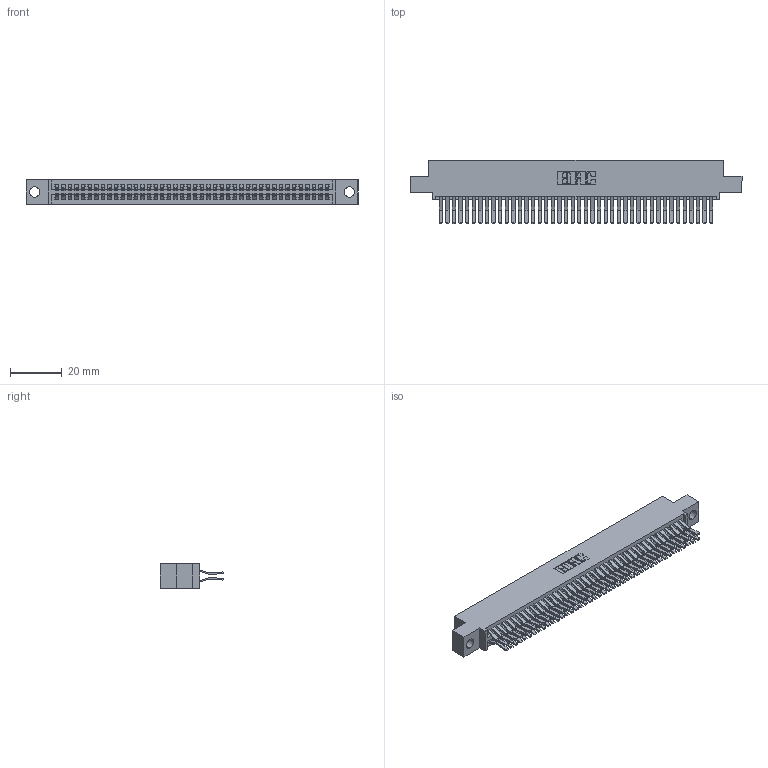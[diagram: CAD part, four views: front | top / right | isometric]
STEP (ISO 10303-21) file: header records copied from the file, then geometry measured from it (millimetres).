
FILE_DESCRIPTION (( 'STEP AP203' ), '1' );
FILE_NAME ('395-084-560-504.STEP', '2018-11-28T19:49:31', ( '' ), ( '' ), 'SwSTEP 2.0', 'SolidWorks 2016', '' );
FILE_SCHEMA (( 'CONFIG_CONTROL_DESIGN' ));
Length unit declared in the file: inch
Products named in the file (3): 395-084-560-504; 345 Part_0.110 Offset - 0.156 Dia-TH; 345-292-001_560 Tail
Assembly tree (85 placements, depth 2):
  395-084-560-504
    345 Part_0.110 Offset - 0.156 Dia-TH
    345-292-001_560 Tail  x84
Bounding box: 127.89 x 24.45 x 9.4 mm (x, y, z)
Volume: 12812.6 mm3; surface area: 20263.3 mm2
Topology: 85 solids, 85 shells, 4498 faces, 13373 edges, 8802 vertices
Faces by surface type: plane 2856, cylinder 1642
Entity records: 33177 total; most frequent: CARTESIAN_POINT 5564, ORIENTED_EDGE 5498, DIRECTION 4909, EDGE_CURVE 2749, VECTOR 2445, LINE 2445, VERTEX_POINT 1830, AXIS2_PLACEMENT_3D 1232
